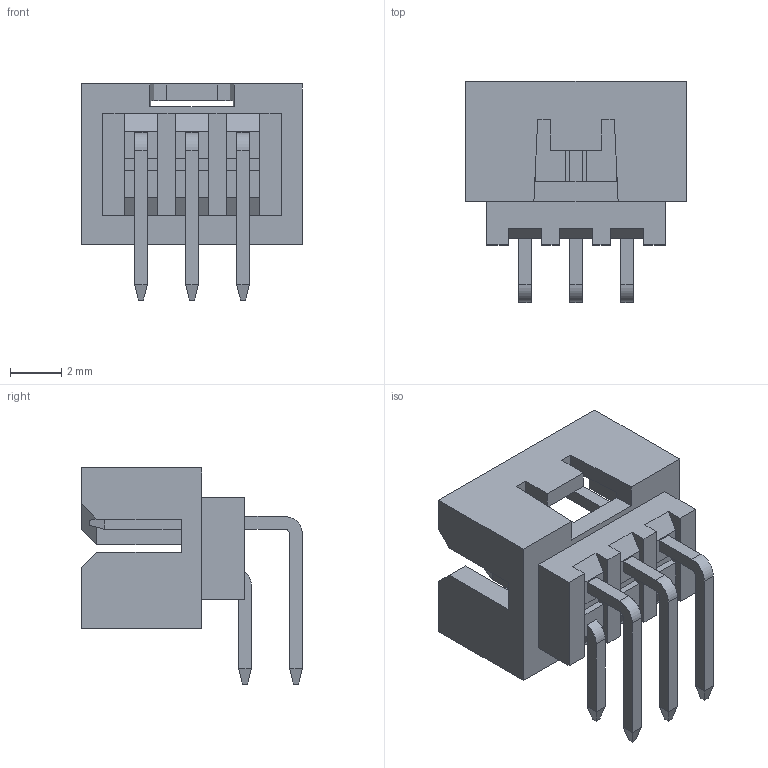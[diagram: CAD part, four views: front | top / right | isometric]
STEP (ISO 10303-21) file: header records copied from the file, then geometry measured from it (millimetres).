
FILE_DESCRIPTION((''),'2;1');
FILE_NAME('878330632','2015-10-08T',('Me'),(''),'PRO/ENGINEER BY PARAMETRIC TECHNOLOGY CORPORATION, 2011490','PRO/ENGINEER BY PARAMETRIC TECHNOLOGY CORPORATION, 2011490','');
FILE_SCHEMA(('CONFIG_CONTROL_DESIGN'));
Length unit declared in the file: millimetre
Products named in the file (1): 878330632
Bounding box: 8.65 x 8.65 x 8.46 mm (x, y, z)
Volume: 164.8 mm3; surface area: 483.4 mm2
Topology: 1 solids, 1 shells, 217 faces, 577 edges, 370 vertices
Faces by surface type: plane 205, cylinder 12
Entity records: 6596 total; most frequent: CARTESIAN_POINT 1153, ORIENTED_EDGE 1130, DIRECTION 1049, EDGE_CURVE 565, VECTOR 541, LINE 541, VERTEX_POINT 358, AXIS2_PLACEMENT_3D 254
